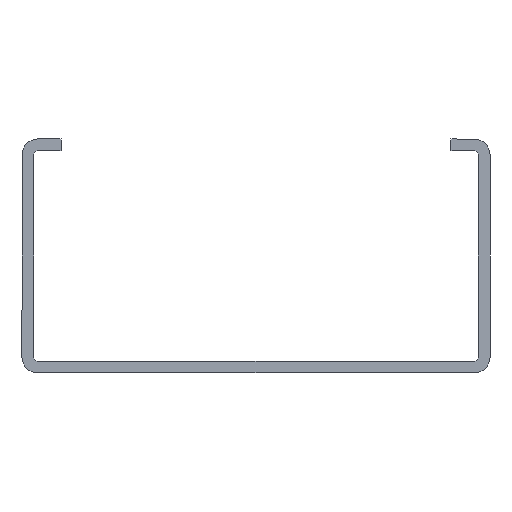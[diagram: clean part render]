
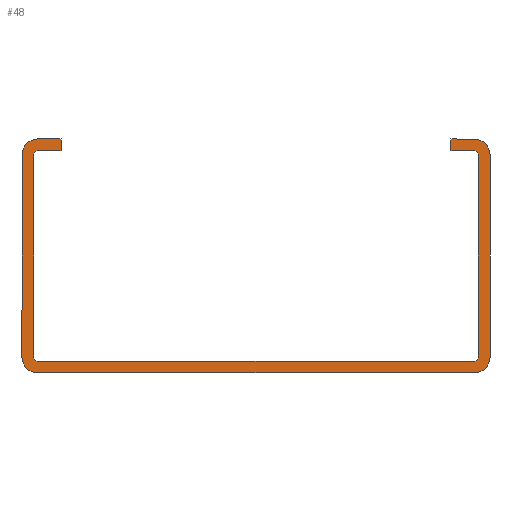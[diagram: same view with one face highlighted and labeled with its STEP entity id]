
A CAD part, front view. The second image highlights one B-rep face of the part: STEP entity #48.
In plain terms, the highlighted planar face has unit normal (0, -1, 0).
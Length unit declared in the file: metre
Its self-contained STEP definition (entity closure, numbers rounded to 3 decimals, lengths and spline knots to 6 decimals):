
#48 = ADVANCED_FACE( '', ( #110 ), #111, .F. );
#110 = FACE_OUTER_BOUND( '', #183, .T. );
#111 = PLANE( '', #184 );
#183 = EDGE_LOOP( '', ( #255, #256, #257, #258, #259, #260, #261, #262, #263, #264, #265, #266, #267, #268, #269, #270, #271, #272, #273, #274 ) );
#184 = AXIS2_PLACEMENT_3D( '', #275, #276, #277 );
#255 = ORIENTED_EDGE( '', *, *, #460, .F. );
#256 = ORIENTED_EDGE( '', *, *, #461, .T. );
#257 = ORIENTED_EDGE( '', *, *, #462, .T. );
#258 = ORIENTED_EDGE( '', *, *, #463, .F. );
#259 = ORIENTED_EDGE( '', *, *, #464, .F. );
#260 = ORIENTED_EDGE( '', *, *, #465, .T. );
#261 = ORIENTED_EDGE( '', *, *, #466, .T. );
#262 = ORIENTED_EDGE( '', *, *, #467, .T. );
#263 = ORIENTED_EDGE( '', *, *, #468, .F. );
#264 = ORIENTED_EDGE( '', *, *, #469, .T. );
#265 = ORIENTED_EDGE( '', *, *, #470, .F. );
#266 = ORIENTED_EDGE( '', *, *, #471, .T. );
#267 = ORIENTED_EDGE( '', *, *, #472, .T. );
#268 = ORIENTED_EDGE( '', *, *, #473, .T. );
#269 = ORIENTED_EDGE( '', *, *, #474, .F. );
#270 = ORIENTED_EDGE( '', *, *, #457, .T. );
#271 = ORIENTED_EDGE( '', *, *, #475, .T. );
#272 = ORIENTED_EDGE( '', *, *, #476, .T. );
#273 = ORIENTED_EDGE( '', *, *, #477, .T. );
#274 = ORIENTED_EDGE( '', *, *, #478, .T. );
#275 = CARTESIAN_POINT( '', ( 0., 0., 0. ) );
#276 = DIRECTION( '', ( 0., 1., 0. ) );
#277 = DIRECTION( '', ( 1., 0., 0. ) );
#457 = EDGE_CURVE( '', #542, #540, #543, .T. );
#460 = EDGE_CURVE( '', #546, #547, #548, .T. );
#461 = EDGE_CURVE( '', #546, #549, #550, .T. );
#462 = EDGE_CURVE( '', #549, #551, #552, .T. );
#463 = EDGE_CURVE( '', #553, #551, #554, .T. );
#464 = EDGE_CURVE( '', #555, #553, #556, .T. );
#465 = EDGE_CURVE( '', #555, #557, #558, .T. );
#466 = EDGE_CURVE( '', #557, #559, #560, .T. );
#467 = EDGE_CURVE( '', #559, #561, #562, .T. );
#468 = EDGE_CURVE( '', #563, #561, #564, .T. );
#469 = EDGE_CURVE( '', #563, #565, #566, .T. );
#470 = EDGE_CURVE( '', #567, #565, #568, .T. );
#471 = EDGE_CURVE( '', #567, #569, #570, .T. );
#472 = EDGE_CURVE( '', #569, #571, #572, .T. );
#473 = EDGE_CURVE( '', #571, #573, #574, .T. );
#474 = EDGE_CURVE( '', #542, #573, #575, .T. );
#475 = EDGE_CURVE( '', #540, #576, #577, .T. );
#476 = EDGE_CURVE( '', #576, #578, #579, .T. );
#477 = EDGE_CURVE( '', #578, #580, #581, .T. );
#478 = EDGE_CURVE( '', #580, #547, #582, .T. );
#540 = VERTEX_POINT( '', #662 );
#542 = VERTEX_POINT( '', #665 );
#543 = CIRCLE( '', #666, 0.002 );
#546 = VERTEX_POINT( '', #670 );
#547 = VERTEX_POINT( '', #671 );
#548 = LINE( '', #672, #673 );
#549 = VERTEX_POINT( '', #674 );
#550 = CIRCLE( '', #675, 0.002 );
#551 = VERTEX_POINT( '', #676 );
#552 = LINE( '', #677, #678 );
#553 = VERTEX_POINT( '', #679 );
#554 = LINE( '', #680, #681 );
#555 = VERTEX_POINT( '', #682 );
#556 = LINE( '', #683, #684 );
#557 = VERTEX_POINT( '', #685 );
#558 = CIRCLE( '', #686, 0.0005 );
#559 = VERTEX_POINT( '', #687 );
#560 = LINE( '', #688, #689 );
#561 = VERTEX_POINT( '', #690 );
#562 = CIRCLE( '', #691, 0.0005 );
#563 = VERTEX_POINT( '', #692 );
#564 = LINE( '', #693, #694 );
#565 = VERTEX_POINT( '', #695 );
#566 = CIRCLE( '', #696, 0.0005 );
#567 = VERTEX_POINT( '', #697 );
#568 = LINE( '', #698, #699 );
#569 = VERTEX_POINT( '', #700 );
#570 = CIRCLE( '', #701, 0.0005 );
#571 = VERTEX_POINT( '', #702 );
#572 = LINE( '', #703, #704 );
#573 = VERTEX_POINT( '', #705 );
#574 = LINE( '', #706, #707 );
#575 = LINE( '', #708, #709 );
#576 = VERTEX_POINT( '', #710 );
#577 = LINE( '', #711, #712 );
#578 = VERTEX_POINT( '', #713 );
#579 = CIRCLE( '', #714, 0.002 );
#580 = VERTEX_POINT( '', #715 );
#581 = LINE( '', #716, #717 );
#582 = CIRCLE( '', #718, 0.002 );
#662 = CARTESIAN_POINT( '', ( 0., 0., -0.002 ) );
#665 = CARTESIAN_POINT( '', ( 0.002, 0., 0. ) );
#666 = AXIS2_PLACEMENT_3D( '', #828, #829, #830 );
#670 = CARTESIAN_POINT( '', ( 0.06, 0., -0.002 ) );
#671 = CARTESIAN_POINT( '', ( 0.06, 0., -0.028 ) );
#672 = CARTESIAN_POINT( '', ( 0.06, 0., -0.002 ) );
#673 = VECTOR( '', #832, 1. );
#674 = CARTESIAN_POINT( '', ( 0.058, 0., 0. ) );
#675 = AXIS2_PLACEMENT_3D( '', #833, #834, #835 );
#676 = CARTESIAN_POINT( '', ( 0.055, 0., 0. ) );
#677 = CARTESIAN_POINT( '', ( 0.058, 0., 0. ) );
#678 = VECTOR( '', #836, 1. );
#679 = CARTESIAN_POINT( '', ( 0.055, 0., -0.0015 ) );
#680 = CARTESIAN_POINT( '', ( 0.055, 0., -0.0015 ) );
#681 = VECTOR( '', #837, 1. );
#682 = CARTESIAN_POINT( '', ( 0.058, 0., -0.0015 ) );
#683 = CARTESIAN_POINT( '', ( 0.058, 0., -0.0015 ) );
#684 = VECTOR( '', #838, 1. );
#685 = CARTESIAN_POINT( '', ( 0.0585, 0., -0.002 ) );
#686 = AXIS2_PLACEMENT_3D( '', #839, #840, #841 );
#687 = CARTESIAN_POINT( '', ( 0.0585, 0., -0.028 ) );
#688 = CARTESIAN_POINT( '', ( 0.0585, 0., -0.002 ) );
#689 = VECTOR( '', #842, 1. );
#690 = CARTESIAN_POINT( '', ( 0.058, 0., -0.0285 ) );
#691 = AXIS2_PLACEMENT_3D( '', #843, #844, #845 );
#692 = CARTESIAN_POINT( '', ( 0.002, 0., -0.0285 ) );
#693 = CARTESIAN_POINT( '', ( 0.002, 0., -0.0285 ) );
#694 = VECTOR( '', #846, 1. );
#695 = CARTESIAN_POINT( '', ( 0.0015, 0., -0.028 ) );
#696 = AXIS2_PLACEMENT_3D( '', #847, #848, #849 );
#697 = CARTESIAN_POINT( '', ( 0.0015, 0., -0.002 ) );
#698 = CARTESIAN_POINT( '', ( 0.0015, 0., -0.002 ) );
#699 = VECTOR( '', #850, 1. );
#700 = CARTESIAN_POINT( '', ( 0.002, 0., -0.0015 ) );
#701 = AXIS2_PLACEMENT_3D( '', #851, #852, #853 );
#702 = CARTESIAN_POINT( '', ( 0.005, 0., -0.0015 ) );
#703 = CARTESIAN_POINT( '', ( 0.002, 0., -0.0015 ) );
#704 = VECTOR( '', #854, 1. );
#705 = CARTESIAN_POINT( '', ( 0.005, 0., 0. ) );
#706 = CARTESIAN_POINT( '', ( 0.005, 0., -0.0015 ) );
#707 = VECTOR( '', #855, 1. );
#708 = CARTESIAN_POINT( '', ( 0.002, 0., 0. ) );
#709 = VECTOR( '', #856, 1. );
#710 = CARTESIAN_POINT( '', ( 0., 0., -0.028 ) );
#711 = CARTESIAN_POINT( '', ( 0., 0., -0.002 ) );
#712 = VECTOR( '', #857, 1. );
#713 = CARTESIAN_POINT( '', ( 0.002, 0., -0.03 ) );
#714 = AXIS2_PLACEMENT_3D( '', #858, #859, #860 );
#715 = CARTESIAN_POINT( '', ( 0.058, 0., -0.03 ) );
#716 = CARTESIAN_POINT( '', ( 0.002, 0., -0.03 ) );
#717 = VECTOR( '', #861, 1. );
#718 = AXIS2_PLACEMENT_3D( '', #862, #863, #864 );
#828 = CARTESIAN_POINT( '', ( 0.002, 0., -0.002 ) );
#829 = DIRECTION( '', ( 0., -1., 0. ) );
#830 = DIRECTION( '', ( 0., 0., 1. ) );
#832 = DIRECTION( '', ( 0., 0., -1. ) );
#833 = CARTESIAN_POINT( '', ( 0.058, 0., -0.002 ) );
#834 = DIRECTION( '', ( 0., -1., 0. ) );
#835 = DIRECTION( '', ( 1., 0., 0. ) );
#836 = DIRECTION( '', ( -1., 0., 0. ) );
#837 = DIRECTION( '', ( 0., 0., 1. ) );
#838 = DIRECTION( '', ( -1., 0., 0. ) );
#839 = CARTESIAN_POINT( '', ( 0.058, 0., -0.002 ) );
#840 = DIRECTION( '', ( 0., 1., 0. ) );
#841 = DIRECTION( '', ( 0., 0., 1. ) );
#842 = DIRECTION( '', ( 0., 0., -1. ) );
#843 = CARTESIAN_POINT( '', ( 0.058, 0., -0.028 ) );
#844 = DIRECTION( '', ( 0., 1., 0. ) );
#845 = DIRECTION( '', ( 1., 0., 0. ) );
#846 = DIRECTION( '', ( 1., 0., 0. ) );
#847 = CARTESIAN_POINT( '', ( 0.002, 0., -0.028 ) );
#848 = DIRECTION( '', ( 0., 1., 0. ) );
#849 = DIRECTION( '', ( 0., 0., -1. ) );
#850 = DIRECTION( '', ( 0., 0., -1. ) );
#851 = CARTESIAN_POINT( '', ( 0.002, 0., -0.002 ) );
#852 = DIRECTION( '', ( 0., 1., 0. ) );
#853 = DIRECTION( '', ( -1., 0., 0. ) );
#854 = DIRECTION( '', ( 1., 0., 0. ) );
#855 = DIRECTION( '', ( 0., 0., 1. ) );
#856 = DIRECTION( '', ( 1., 0., 0. ) );
#857 = DIRECTION( '', ( 0., 0., -1. ) );
#858 = CARTESIAN_POINT( '', ( 0.002, 0., -0.028 ) );
#859 = DIRECTION( '', ( 0., -1., 0. ) );
#860 = DIRECTION( '', ( -1., 0., 0. ) );
#861 = DIRECTION( '', ( 1., 0., 0. ) );
#862 = CARTESIAN_POINT( '', ( 0.058, 0., -0.028 ) );
#863 = DIRECTION( '', ( 0., -1., 0. ) );
#864 = DIRECTION( '', ( 0., 0., -1. ) );
